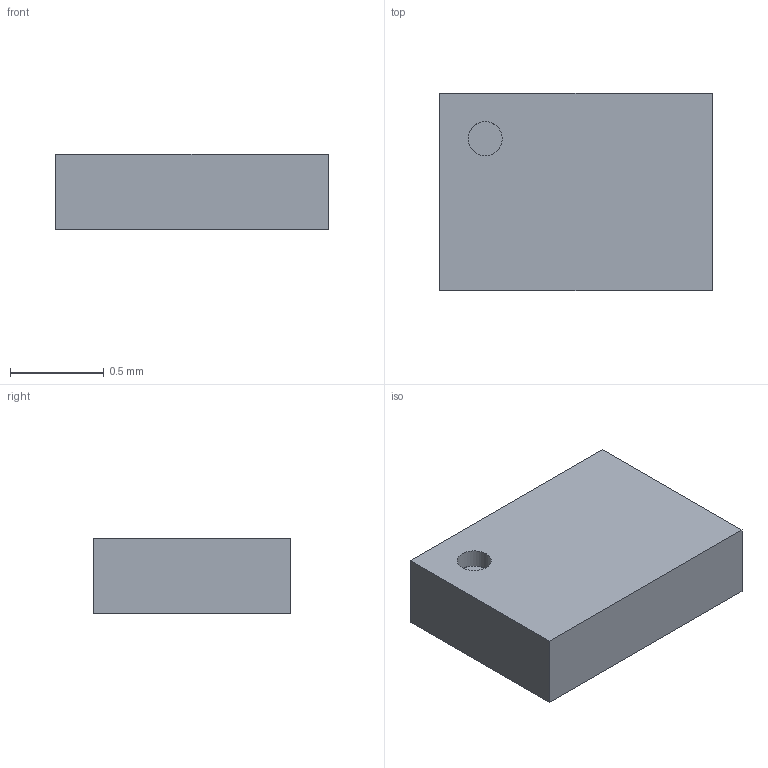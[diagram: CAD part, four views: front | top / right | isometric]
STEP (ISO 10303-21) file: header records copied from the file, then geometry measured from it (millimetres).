
FILE_DESCRIPTION(('Open CASCADE Model'),'2;1');
FILE_NAME('Open CASCADE Shape Model','2026-01-28T23:30:21',('Author'),( 'Open CASCADE'),'Open CASCADE STEP processor 7.5','Open CASCADE 7.5' ,'Unknown');
FILE_SCHEMA(('AUTOMOTIVE_DESIGN { 1 0 10303 214 1 1 1 1 }'));
Length unit declared in the file: millimetre
Products named in the file (7): PCB; Designator1; 12853330624; Open CASCADE STEP translator 7.5 80.1; Body; Open CASCADE STEP translator 7.5 80.2.1; Pin Shape
Assembly tree (10 placements, depth 4):
  PCB
  Designator1
    12853330624
      Open CASCADE STEP translator 7.5 80.1
      Body
        Open CASCADE STEP translator 7.5 80.2.1
      Pin Shape  x6
Bounding box: 1.45 x 1.05 x 0.4 mm (x, y, z)
Volume: 0.6 mm3; surface area: 5.9 mm2
Topology: 7 solids, 8 shells, 45 faces, 88 edges, 59 vertices
Faces by surface type: plane 44, cylinder 1
Full cylindrical faces by diameter (mm): 0.181 x1
Entity records: 553 total; most frequent: DIRECTION 83, CARTESIAN_POINT 73, ORIENTED_EDGE 55, AXIS2_PLACEMENT_3D 29, EDGE_CURVE 28, LINE 25, VECTOR 25, VERTEX_POINT 19
